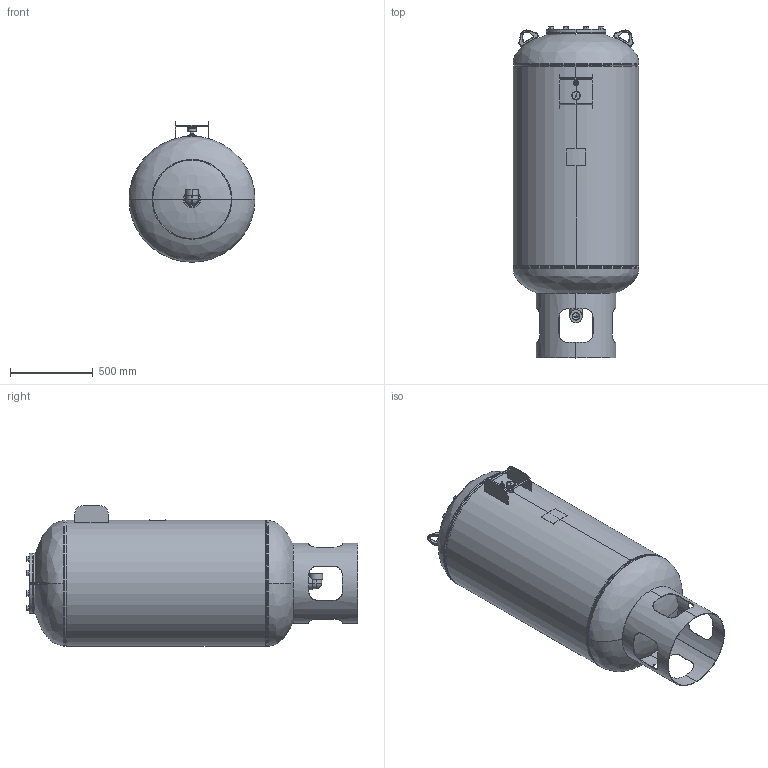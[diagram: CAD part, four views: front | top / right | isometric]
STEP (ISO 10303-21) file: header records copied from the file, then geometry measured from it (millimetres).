
FILE_DESCRIPTION (( 'STEP AP203' ), '1' );
FILE_NAME ('FXA-700.STEP', '2020-05-05T15:23:55', ( '' ), ( '' ), 'SwSTEP 2.0', 'SolidWorks 2019', '' );
FILE_SCHEMA (( 'CONFIG_CONTROL_DESIGN' ));
Length unit declared in the file: inch
Products named in the file (23): 99H2318_4788K418; 9400104; 9200200; 9421025; 9800532; 9400502; 99K2072; 9500010; 9800445; 9800460_03-34; 9500000; FXA-700; 9400578; 9100240_7.6875; 9800620_HHNUT 0.6250-11-D-N; 9800562; 9800448; 9400098; 99B0764; 07200300_5081T17; 9600830_30" VERT; 9400542
Assembly tree (39 placements, depth 3):
  FXA-700
    99B0764
    9200200
    9200200
    9500000
    9500010
    9800460_03-34
    07200300_5081T17
    9400104
    9400098
    9800532  x8
    9800620_HHNUT 0.6250-11-D-N  x8
    9400542  x2
    9400502
    99K2072  x2
    9100240_7.6875  x2
    9400578
      9800445
      9800448
      99H2318_4788K418
    9800562
    9421025
    9600830_30" VERT
Bounding box: 762 x 2007.48 x 850.22 mm (x, y, z)
Volume: 27068284.7 mm3; surface area: 9960278.8 mm2
Topology: 40 solids, 40 shells, 1372 faces, 3058 edges, 1763 vertices
Faces by surface type: cone 534, cylinder 478, plane 242, torus 80, bspline 34, sphere 4
Entity records: 49251 total; most frequent: CARTESIAN_POINT 22262, DIRECTION 5284, ORIENTED_EDGE 4828, EDGE_CURVE 2414, AXIS2_PLACEMENT_3D 2161, VERTEX_POINT 1401, EDGE_LOOP 1217, CIRCLE 1078
